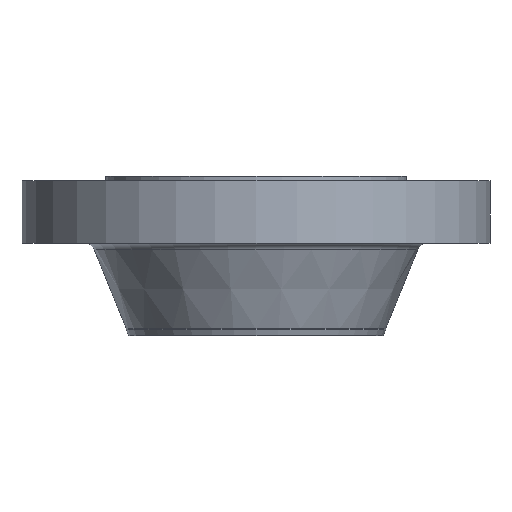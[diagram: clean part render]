
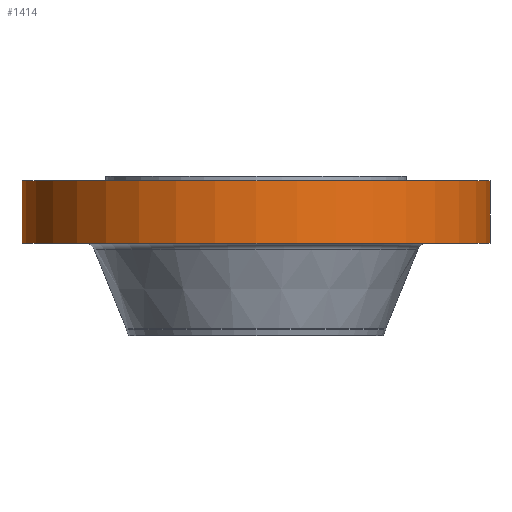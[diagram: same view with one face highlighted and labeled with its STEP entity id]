
A CAD part, front view. The second image highlights one B-rep face of the part: STEP entity #1414.
In plain terms, the highlighted cylindrical face has radius 320.675 mm (diameter 641.35 mm), a partial arc.
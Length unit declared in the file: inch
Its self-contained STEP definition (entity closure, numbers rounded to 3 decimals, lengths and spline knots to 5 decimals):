
#27 = AXIS2_PLACEMENT_3D ( 'NONE', #993, #1455, #875 ) ;
#50 = DIRECTION ( 'NONE',  ( 1., 0., 0. ) ) ;
#110 = CARTESIAN_POINT ( 'NONE',  ( -12.625, 0., 0. ) ) ;
#161 = CIRCLE ( 'NONE', #598, 12.625 ) ;
#297 = EDGE_CURVE ( 'NONE', #1690, #614, #161, .T. ) ;
#376 = CIRCLE ( 'NONE', #1626, 12.625 ) ;
#407 = VECTOR ( 'NONE', #1126, 39.37008 ) ;
#459 = VECTOR ( 'NONE', #746, 39.37008 ) ;
#504 = ORIENTED_EDGE ( 'NONE', *, *, #1024, .T. ) ;
#512 = EDGE_CURVE ( 'NONE', #638, #1690, #1329, .T. ) ;
#514 = CARTESIAN_POINT ( 'NONE',  ( 12.625, 0., 0. ) ) ;
#588 = DIRECTION ( 'NONE',  ( 1., 0., 0. ) ) ;
#596 = EDGE_LOOP ( 'NONE', ( #1236, #1687, #504, #1608 ) ) ;
#598 = AXIS2_PLACEMENT_3D ( 'NONE', #1954, #1829, #588 ) ;
#614 = VERTEX_POINT ( 'NONE', #815 ) ;
#638 = VERTEX_POINT ( 'NONE', #1402 ) ;
#650 = FACE_OUTER_BOUND ( 'NONE', #596, .T. ) ;
#746 = DIRECTION ( 'NONE',  ( 0., 0., 1. ) ) ;
#815 = CARTESIAN_POINT ( 'NONE',  ( 12.625, 0., -0.25 ) ) ;
#875 = DIRECTION ( 'NONE',  ( 1., 0., 0. ) ) ;
#993 = CARTESIAN_POINT ( 'NONE',  ( 0., 0., 0. ) ) ;
#1024 = EDGE_CURVE ( 'NONE', #1407, #614, #1281, .T. ) ;
#1111 = CARTESIAN_POINT ( 'NONE',  ( -12.625, 0., -0.25 ) ) ;
#1126 = DIRECTION ( 'NONE',  ( 0., 0., 1. ) ) ;
#1236 = ORIENTED_EDGE ( 'NONE', *, *, #512, .F. ) ;
#1265 = CYLINDRICAL_SURFACE ( 'NONE', #27, 12.625 ) ;
#1281 = LINE ( 'NONE', #514, #407 ) ;
#1329 = LINE ( 'NONE', #110, #459 ) ;
#1402 = CARTESIAN_POINT ( 'NONE',  ( -12.625, 0., -3.625 ) ) ;
#1407 = VERTEX_POINT ( 'NONE', #1739 ) ;
#1414 = ADVANCED_FACE ( 'NONE', ( #650 ), #1265, .T. ) ;
#1455 = DIRECTION ( 'NONE',  ( 0., 0., 1. ) ) ;
#1585 = DIRECTION ( 'NONE',  ( 0., 0., 1. ) ) ;
#1608 = ORIENTED_EDGE ( 'NONE', *, *, #297, .F. ) ;
#1626 = AXIS2_PLACEMENT_3D ( 'NONE', #1935, #1585, #50 ) ;
#1687 = ORIENTED_EDGE ( 'NONE', *, *, #1744, .T. ) ;
#1690 = VERTEX_POINT ( 'NONE', #1111 ) ;
#1739 = CARTESIAN_POINT ( 'NONE',  ( 12.625, 0., -3.625 ) ) ;
#1744 = EDGE_CURVE ( 'NONE', #638, #1407, #376, .T. ) ;
#1829 = DIRECTION ( 'NONE',  ( 0., 0., 1. ) ) ;
#1935 = CARTESIAN_POINT ( 'NONE',  ( 0., 0., -3.625 ) ) ;
#1954 = CARTESIAN_POINT ( 'NONE',  ( 0., 0., -0.25 ) ) ;
